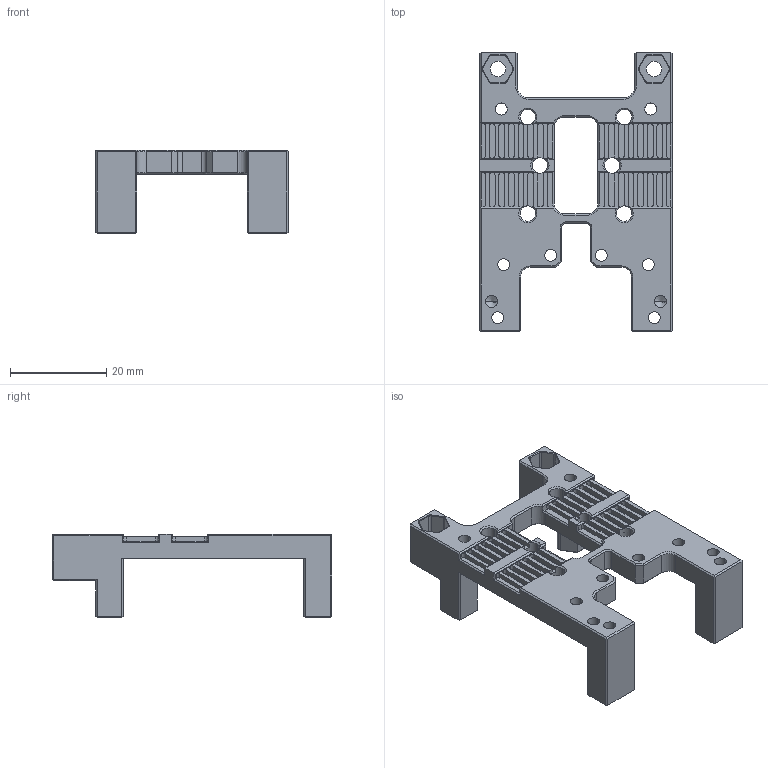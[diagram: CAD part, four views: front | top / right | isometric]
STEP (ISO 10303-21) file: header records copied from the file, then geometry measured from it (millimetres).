
FILE_DESCRIPTION (( 'STEP AP214' ), '1' );
FILE_NAME ('3010190091-喷头支架51.6x40x17黑色铝合金v1.1CR1.STEP', '2022-06-13T08:07:44', ( 'Windows User' ), ( 'P R C' ), 'SwSTEP 2.0', 'SolidWorks 2022', '' );
FILE_SCHEMA (( 'AUTOMOTIVE_DESIGN' ));
Length unit declared in the file: millimetre
Products named in the file (1): 3010190091-喷头支架51.6x40x17黑色铝合金v1.1CR1
Bounding box: 40 x 58 x 17.4 mm (x, y, z)
Volume: 8828.6 mm3; surface area: 7557.4 mm2
Topology: 1 solids, 1 shells, 586 faces, 1568 edges, 979 vertices
Faces by surface type: plane 339, cylinder 172, cone 75
Entity records: 18415 total; most frequent: CARTESIAN_POINT 3236, DIRECTION 3159, ORIENTED_EDGE 3128, EDGE_CURVE 1564, LINE 1075, VECTOR 1075, AXIS2_PLACEMENT_3D 1042, VERTEX_POINT 979
